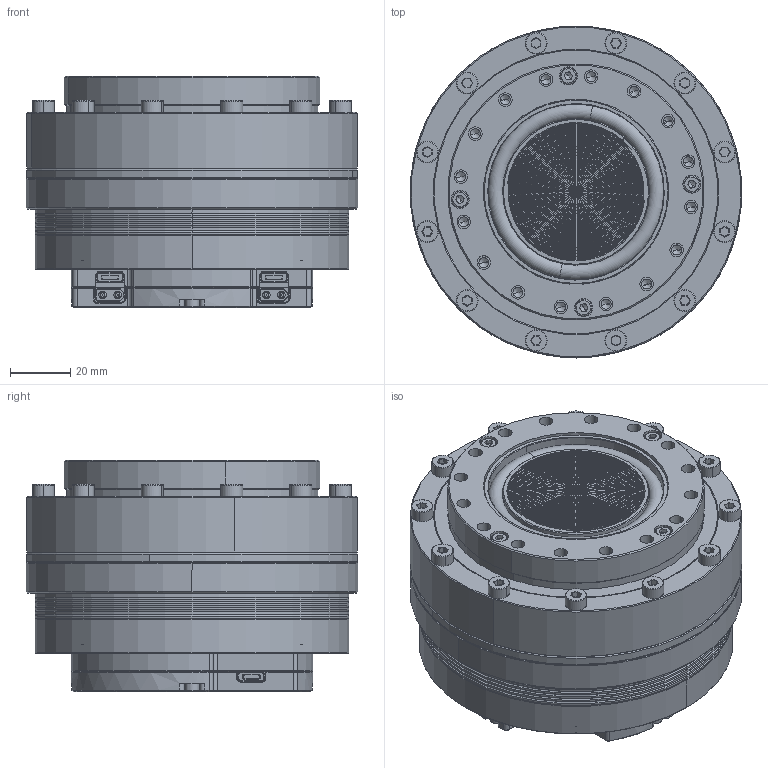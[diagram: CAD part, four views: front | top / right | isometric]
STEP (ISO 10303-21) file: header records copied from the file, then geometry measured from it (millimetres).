
FILE_DESCRIPTION((''),'2;1');
FILE_NAME('PND80-25','2026-02-09T16:38:15',('Administrator'),(''),'CREO PARAMETRIC BY PTC INC, 2020033','CREO PARAMETRIC BY PTC INC, 2020033','');
FILE_SCHEMA(('CONFIG_CONTROL_DESIGN','SHAPE_APPEARANCE_LAYERS_GROUPS'));
Length unit declared in the file: millimetre
Products named in the file (1): PND80-25
Bounding box: 110 x 110 x 76.7 mm (x, y, z)
Volume: 579875.5 mm3; surface area: 62330.2 mm2
Topology: 1 solids, 1 shells, 2615 faces, 6223 edges, 3635 vertices
Faces by surface type: cylinder 903, plane 782, torus 490, cone 288, sphere 148, extrusion 2, bspline 2
Entity records: 74635 total; most frequent: DIRECTION 14330, CARTESIAN_POINT 13141, ORIENTED_EDGE 12006, EDGE_CURVE 6003, AXIS2_PLACEMENT_3D 5822, VERTEX_POINT 3635, CIRCLE 3211, EDGE_LOOP 2860
